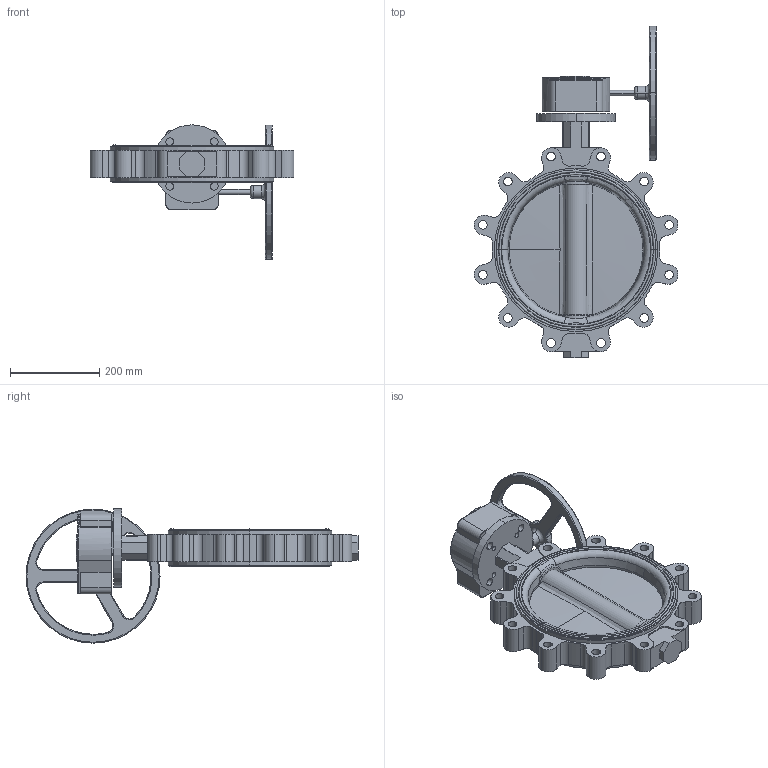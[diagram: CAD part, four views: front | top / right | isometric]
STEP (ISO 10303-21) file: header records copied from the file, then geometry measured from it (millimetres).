
FILE_DESCRIPTION (( 'STEP AP214' ), '1' );
FILE_NAME ('NS-1200-LUG-GEAR.step', '2019-03-07T20:56:58', ( '' ), ( '' ), 'SwSTEP 2.0', 'SolidWorks 2019', '' );
FILE_SCHEMA (( 'AUTOMOTIVE_DESIGN' ));
Length unit declared in the file: inch
Products named in the file (1): NS-1200-LUG-GEAR
Bounding box: 456.37 x 743 x 300.5 mm (x, y, z)
Surface area: 792502.1 mm2 (no closed solid volume)
Topology: 0 solids, 5 shells, 411 faces, 1119 edges, 717 vertices
Faces by surface type: cylinder 199, plane 95, torus 76, bspline 23, cone 18
Entity records: 23374 total; most frequent: CARTESIAN_POINT 7401, DIRECTION 2347, ORIENTED_EDGE 2150, EDGE_CURVE 1119, AXIS2_PLACEMENT_3D 953, VERTEX_POINT 717, CIRCLE 564, EDGE_LOOP 476
